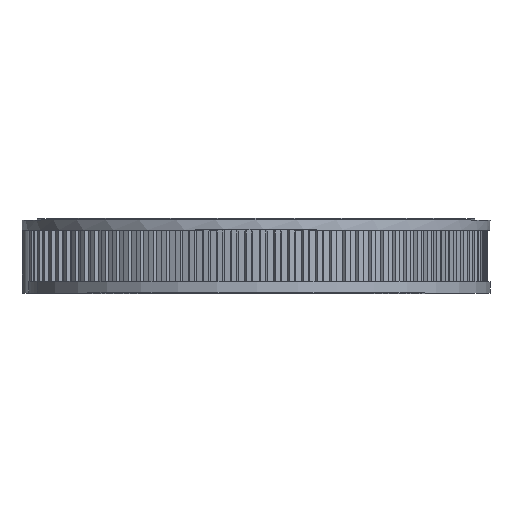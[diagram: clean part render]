
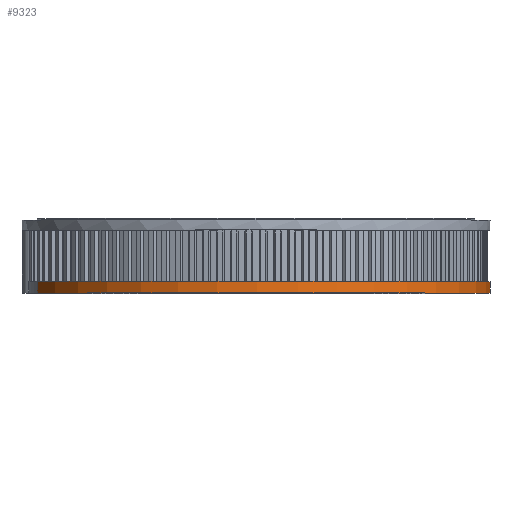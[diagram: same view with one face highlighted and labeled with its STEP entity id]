
A CAD part, top view. The second image highlights one B-rep face of the part: STEP entity #9323.
In plain terms, the highlighted cylindrical face has radius 80 mm (diameter 160 mm), a partial arc.
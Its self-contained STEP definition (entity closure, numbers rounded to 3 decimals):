
#323=FACE_OUTER_BOUND('',#819,.T.);
#819=EDGE_LOOP('',(#6604,#6605,#6606,#6607));
#1521=LINE('',#14573,#2487);
#1522=LINE('',#14576,#2488);
#2487=VECTOR('',#11471,4.);
#2488=VECTOR('',#11474,4.);
#3276=CIRCLE('',#9855,80.);
#3468=CIRCLE('',#10048,80.);
#3770=VERTEX_POINT('',#13810);
#3771=VERTEX_POINT('',#13812);
#4150=VERTEX_POINT('',#14572);
#4151=VERTEX_POINT('',#14574);
#4754=EDGE_CURVE('',#3771,#3770,#3276,.T.);
#5134=EDGE_CURVE('',#3770,#4150,#1521,.F.);
#5135=EDGE_CURVE('',#4151,#4150,#3468,.T.);
#5136=EDGE_CURVE('',#4151,#3771,#1522,.T.);
#6604=ORIENTED_EDGE('',*,*,#4754,.T.);
#6605=ORIENTED_EDGE('',*,*,#5134,.T.);
#6606=ORIENTED_EDGE('',*,*,#5135,.F.);
#6607=ORIENTED_EDGE('',*,*,#5136,.T.);
#9081=CYLINDRICAL_SURFACE('',#10047,80.);
#9323=ADVANCED_FACE('',(#323),#9081,.T.);
#9855=AXIS2_PLACEMENT_3D('',#13813,#10897,#10898);
#10047=AXIS2_PLACEMENT_3D('',#14571,#11469,#11470);
#10048=AXIS2_PLACEMENT_3D('',#14575,#11472,#11473);
#10897=DIRECTION('center_axis',(0.,-1.,0.));
#10898=DIRECTION('ref_axis',(0.,0.,-1.));
#11469=DIRECTION('center_axis',(0.,1.,0.));
#11470=DIRECTION('ref_axis',(1.,0.,0.));
#11471=DIRECTION('',(0.,1.,0.));
#11472=DIRECTION('center_axis',(0.,-1.,0.));
#11473=DIRECTION('ref_axis',(0.,0.,-1.));
#11474=DIRECTION('',(0.,1.,0.));
#13810=CARTESIAN_POINT('',(-74.863,0.,28.205));
#13812=CARTESIAN_POINT('',(-74.863,0.,-28.205));
#13813=CARTESIAN_POINT('Origin',(0.,0.,0.));
#14571=CARTESIAN_POINT('Origin',(0.,-4.,0.));
#14572=CARTESIAN_POINT('',(-74.863,-4.,28.205));
#14573=CARTESIAN_POINT('',(-74.863,-4.,28.205));
#14574=CARTESIAN_POINT('',(-74.863,-4.,-28.205));
#14575=CARTESIAN_POINT('Origin',(0.,-4.,0.));
#14576=CARTESIAN_POINT('',(-74.863,-4.,-28.205));
